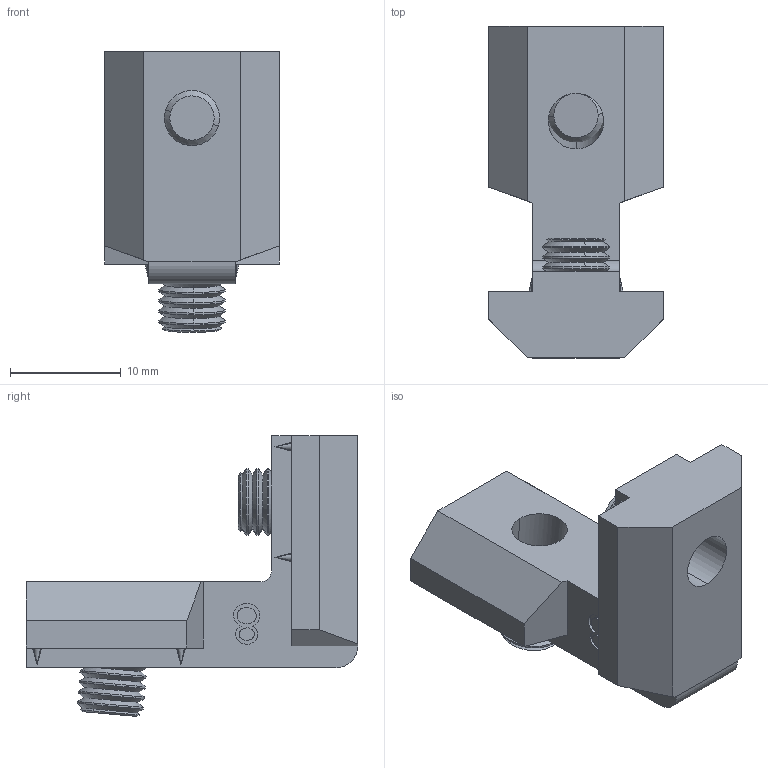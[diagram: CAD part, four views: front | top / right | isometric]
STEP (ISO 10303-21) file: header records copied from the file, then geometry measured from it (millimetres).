
FILE_DESCRIPTION (( 'STEP AP203' ), '1' );
FILE_NAME ('Accessories for aluminium profiles099I9008M.step', '2015-11-23T14:24:32', ( '' ), ( '' ), 'SwSTEP 2.0', 'SolidWorks 2015', '' );
FILE_SCHEMA (( 'CONFIG_CONTROL_DESIGN' ));
Length unit declared in the file: millimetre
Products named in the file (3): 099I9008R01_099I9008MR01; 4din913m0606m_ISO 4026 - M6 x 6-S; Accessories for aluminium profiles099I9008M
Assembly tree (3 placements, depth 2):
  Accessories for aluminium profiles099I9008M
    099I9008R01_099I9008MR01
    4din913m0606m_ISO 4026 - M6 x 6-S  x2
Bounding box: 15.8 x 30 x 25.37 mm (x, y, z)
Volume: 3769.3 mm3; surface area: 2574.7 mm2
Topology: 3 solids, 3 shells, 200 faces, 517 edges, 328 vertices
Faces by surface type: plane 93, cone 64, cylinder 26, bspline 17
Entity records: 5602 total; most frequent: CARTESIAN_POINT 1821, ORIENTED_EDGE 746, DIRECTION 683, EDGE_CURVE 373, LINE 247, VECTOR 247, VERTEX_POINT 240, AXIS2_PLACEMENT_3D 218
